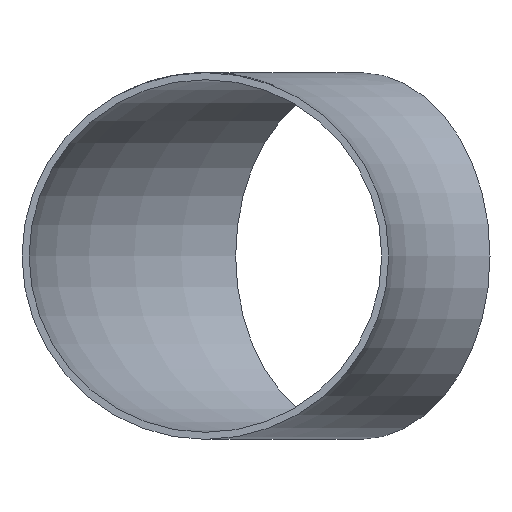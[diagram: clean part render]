
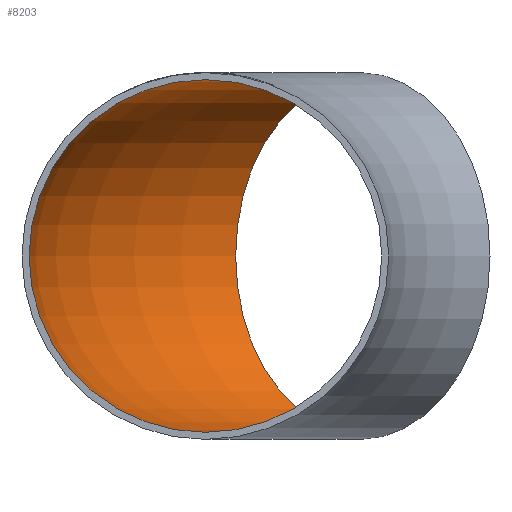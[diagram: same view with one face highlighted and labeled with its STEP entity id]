
A CAD part, front view. The second image highlights one B-rep face of the part: STEP entity #8203.
In plain terms, the highlighted toroidal (fillet/blend) face has major radius 150 mm and minor radius 50 mm.
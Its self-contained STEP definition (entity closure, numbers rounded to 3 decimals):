
#847 = AXIS2_PLACEMENT_3D ( 'NONE', #9899, #3153, #9986 ) ;
#1255 = FACE_OUTER_BOUND ( 'NONE', #5587, .T. ) ;
#3153 = DIRECTION ( 'NONE',  ( 0., 1., 0. ) ) ;
#4119 = CARTESIAN_POINT ( 'NONE',  ( -150., 0., 50. ) ) ;
#5587 = EDGE_LOOP ( 'NONE', ( #15550 ) ) ;
#6724 = DIRECTION ( 'NONE',  ( 0., 0., -1. ) ) ;
#6993 = EDGE_LOOP ( 'NONE', ( #16363 ) ) ;
#7069 = VERTEX_POINT ( 'NONE', #4119 ) ;
#8203 = ADVANCED_FACE ( 'NONE', ( #8259, #1255 ), #15219, .F. ) ;
#8259 = FACE_OUTER_BOUND ( 'NONE', #6993, .T. ) ;
#8309 = CIRCLE ( 'NONE', #12047, 50. ) ;
#9161 = AXIS2_PLACEMENT_3D ( 'NONE', #12489, #6724, #12219 ) ;
#9197 = EDGE_CURVE ( 'NONE', #11060, #11060, #8309, .T. ) ;
#9899 = CARTESIAN_POINT ( 'NONE',  ( -150., 0., 0. ) ) ;
#9986 = DIRECTION ( 'NONE',  ( 0., 0., 1. ) ) ;
#11060 = VERTEX_POINT ( 'NONE', #13740 ) ;
#11758 = CIRCLE ( 'NONE', #847, 50. ) ;
#12033 = EDGE_CURVE ( 'NONE', #7069, #7069, #11758, .T. ) ;
#12047 = AXIS2_PLACEMENT_3D ( 'NONE', #13394, #13315, #16193 ) ;
#12219 = DIRECTION ( 'NONE',  ( -1., 0., 0. ) ) ;
#12489 = CARTESIAN_POINT ( 'NONE',  ( 0., 0., 0. ) ) ;
#13315 = DIRECTION ( 'NONE',  ( 0.707, 0.707, 0. ) ) ;
#13394 = CARTESIAN_POINT ( 'NONE',  ( -106.066, 106.066, 0. ) ) ;
#13740 = CARTESIAN_POINT ( 'NONE',  ( -141.421, 141.421, 0. ) ) ;
#15219 = TOROIDAL_SURFACE ( 'NONE', #9161, 150., 50. ) ;
#15550 = ORIENTED_EDGE ( 'NONE', *, *, #12033, .F. ) ;
#16193 = DIRECTION ( 'NONE',  ( -0.707, 0.707, 0. ) ) ;
#16363 = ORIENTED_EDGE ( 'NONE', *, *, #9197, .T. ) ;
